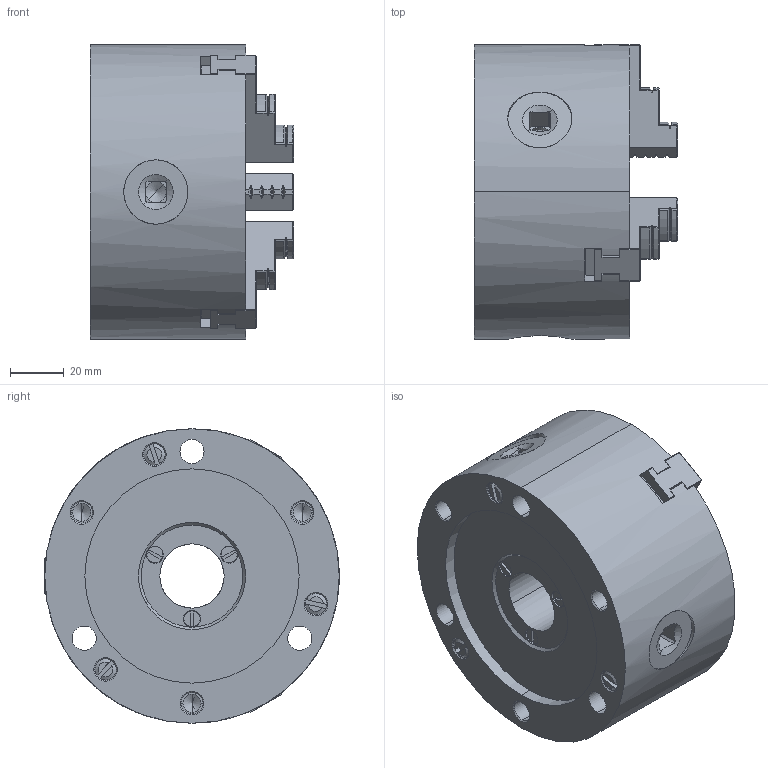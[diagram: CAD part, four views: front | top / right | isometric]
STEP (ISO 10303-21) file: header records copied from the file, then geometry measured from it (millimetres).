
FILE_DESCRIPTION (( 'STEP AP214' ), '1' );
FILE_NAME ('SC-4-105.STEP', '2015-07-01T12:03:37', ( '' ), ( '' ), 'SwSTEP 2.0', 'SolidWorks 2014', '' );
FILE_SCHEMA (( 'AUTOMOTIVE_DESIGN' ));
Length unit declared in the file: millimetre
Products named in the file (1): SC-4-105
Bounding box: 76 x 110 x 110 mm (x, y, z)
Volume: 495712.7 mm3; surface area: 63996.5 mm2
Topology: 1 solids, 7 shells, 531 faces, 1434 edges, 911 vertices
Faces by surface type: plane 256, cylinder 133, cone 107, torus 33, sphere 2
Entity records: 17523 total; most frequent: CARTESIAN_POINT 4282, ORIENTED_EDGE 2844, DIRECTION 2676, EDGE_CURVE 1422, AXIS2_PLACEMENT_3D 972, VERTEX_POINT 911, LINE 732, VECTOR 732
